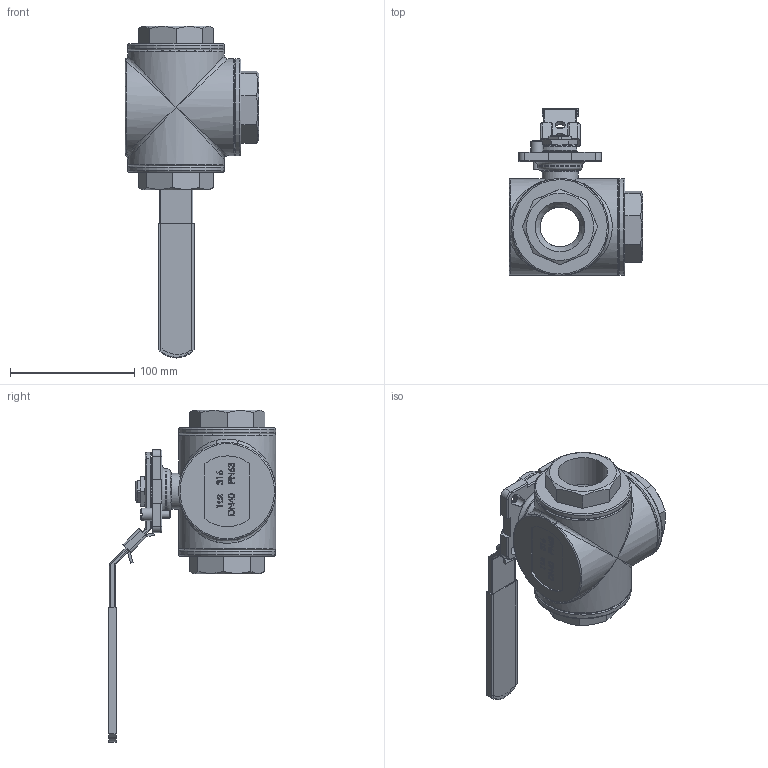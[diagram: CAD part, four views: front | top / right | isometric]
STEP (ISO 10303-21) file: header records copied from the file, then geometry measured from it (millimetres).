
FILE_DESCRIPTION(/* description */ ('Unknown'),/* implementation_level */ '2;1');
FILE_NAME(/* name */ '9338-08',/* time_stamp */ '2022-02-16T08:51:02+01:00',/* author */ ('Unknown'),/* organization */ ('Unknown'),/* preprocessor_version */ 'ST-DEVELOPER v16.7',/* originating_system */ 'Solid Edge',/* authorisation */ 'Unknown');
FILE_SCHEMA (('AUTOMOTIVE_DESIGN {1 0 10303 214 3 1 1}'));
Length unit declared in the file: millimetre
Products named in the file (12): 9338-08; Small hex thin nuts-Fine pitch thread GB_GB_FASTENER_NUT_SSFNTT B M18
X1.5-N; Body Gasket; Stop Pin; Body; Cap; Plasti Cover; Stem; Lock Device; Haddle; Small hex thin nuts-Fine pitch thread GB_GB_FASTENER_NUT_SSFNTT B M20
X1.0-N; Nut Stopper
Assembly tree (15 placements, depth 2):
  9338-08
    Small hex thin nuts-Fine pitch thread GB_GB_FASTENER_NUT_SSFNTT B M18
X1.5-N
    Body Gasket  x3
    Stop Pin
    Body
    Cap  x3
    Plasti Cover
    Stem
    Lock Device
    Haddle
    Small hex thin nuts-Fine pitch thread GB_GB_FASTENER_NUT_SSFNTT B M20
X1.0-N
    Nut Stopper
Bounding box: 107.5 x 134.62 x 267.22 mm (x, y, z)
Volume: 438694.5 mm3; surface area: 172360.6 mm2
Topology: 15 solids, 15 shells, 745 faces, 1909 edges, 1245 vertices
Faces by surface type: plane 387, cylinder 165, bspline 117, cone 38, torus 32, sphere 6
Full cylindrical faces by diameter (mm): 6 x1, 8 x2, 10 x1, 13.4 x1, 16.376 x1, 18 x3, 18.1 x1, 18.917 x1, 22.5 x1, 22.7 x2, 28.5 x1, 29 x1, 32 x4, 32.5 x1, 36 x1, 40 x3, 44 x4, 49 x3, 67.5 x23, 68 x4, 72.016 x1, 73 x3, 73.1 x2, 78 x6
Entity records: 37948 total; most frequent: CARTESIAN_POINT 22308, ORIENTED_EDGE 3378, DIRECTION 2732, EDGE_CURVE 1689, VERTEX_POINT 1155, LINE 954, VECTOR 954, AXIS2_PLACEMENT_3D 889
